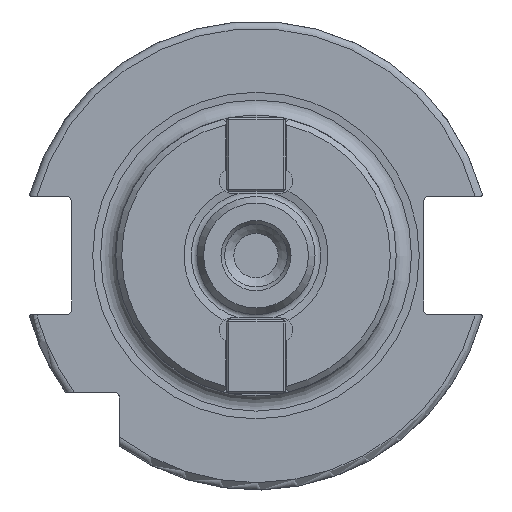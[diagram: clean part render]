
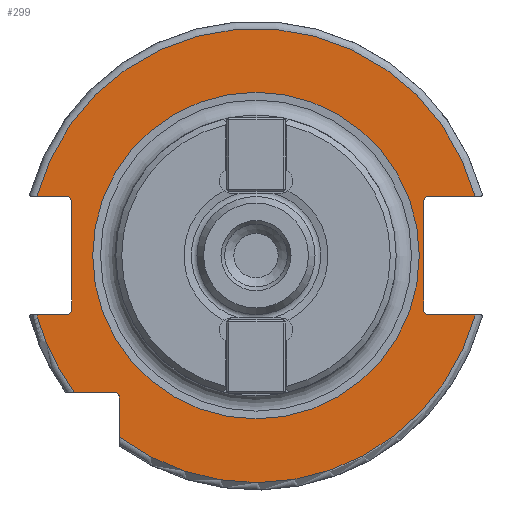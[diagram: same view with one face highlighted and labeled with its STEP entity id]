
A CAD part, left-side view. The second image highlights one B-rep face of the part: STEP entity #299.
In plain terms, the highlighted planar face has unit normal (-1, 0, 0).
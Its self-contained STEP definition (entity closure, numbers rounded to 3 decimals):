
#235=FACE_BOUND('',#745,.T.);
#236=FACE_BOUND('',#746,.T.);
#299=ADVANCED_FACE('',(#235,#236),#481,.F.);
#481=PLANE('',#3161);
#745=EDGE_LOOP('',(#1423));
#746=EDGE_LOOP('',(#1424,#1425,#1426,#1427,#1428,#1429,#1430,#1431,#1432,
#1433,#1434,#1435,#1436,#1437,#1438,#1439));
#965=LINE('',#4340,#1189);
#966=LINE('',#4344,#1190);
#967=LINE('',#4348,#1191);
#968=LINE('',#4352,#1192);
#969=LINE('',#4356,#1193);
#970=LINE('',#4360,#1194);
#971=LINE('',#4364,#1195);
#972=LINE('',#4368,#1196);
#1189=VECTOR('',#3494,1.);
#1190=VECTOR('',#3497,1.);
#1191=VECTOR('',#3500,1.);
#1192=VECTOR('',#3503,1.);
#1193=VECTOR('',#3506,1.);
#1194=VECTOR('',#3509,1.);
#1195=VECTOR('',#3512,1.);
#1196=VECTOR('',#3515,1.);
#1423=ORIENTED_EDGE('',*,*,#2592,.T.);
#1424=ORIENTED_EDGE('',*,*,#2593,.T.);
#1425=ORIENTED_EDGE('',*,*,#2594,.T.);
#1426=ORIENTED_EDGE('',*,*,#2595,.T.);
#1427=ORIENTED_EDGE('',*,*,#2596,.T.);
#1428=ORIENTED_EDGE('',*,*,#2597,.F.);
#1429=ORIENTED_EDGE('',*,*,#2598,.T.);
#1430=ORIENTED_EDGE('',*,*,#2599,.T.);
#1431=ORIENTED_EDGE('',*,*,#2600,.T.);
#1432=ORIENTED_EDGE('',*,*,#2601,.F.);
#1433=ORIENTED_EDGE('',*,*,#2602,.T.);
#1434=ORIENTED_EDGE('',*,*,#2603,.T.);
#1435=ORIENTED_EDGE('',*,*,#2604,.T.);
#1436=ORIENTED_EDGE('',*,*,#2605,.T.);
#1437=ORIENTED_EDGE('',*,*,#2606,.T.);
#1438=ORIENTED_EDGE('',*,*,#2607,.F.);
#1439=ORIENTED_EDGE('',*,*,#2608,.T.);
#2305=VERTEX_POINT('',#4335);
#2306=VERTEX_POINT('',#4338);
#2307=VERTEX_POINT('',#4339);
#2308=VERTEX_POINT('',#4341);
#2309=VERTEX_POINT('',#4343);
#2310=VERTEX_POINT('',#4345);
#2311=VERTEX_POINT('',#4347);
#2312=VERTEX_POINT('',#4349);
#2313=VERTEX_POINT('',#4351);
#2314=VERTEX_POINT('',#4353);
#2315=VERTEX_POINT('',#4355);
#2316=VERTEX_POINT('',#4357);
#2317=VERTEX_POINT('',#4359);
#2318=VERTEX_POINT('',#4361);
#2319=VERTEX_POINT('',#4363);
#2320=VERTEX_POINT('',#4365);
#2321=VERTEX_POINT('',#4367);
#2592=EDGE_CURVE('',#2305,#2305,#3019,.T.);
#2593=EDGE_CURVE('',#2306,#2307,#3020,.T.);
#2594=EDGE_CURVE('',#2307,#2308,#965,.T.);
#2595=EDGE_CURVE('',#2308,#2309,#3021,.T.);
#2596=EDGE_CURVE('',#2309,#2310,#966,.T.);
#2597=EDGE_CURVE('',#2311,#2310,#3022,.T.);
#2598=EDGE_CURVE('',#2311,#2312,#967,.T.);
#2599=EDGE_CURVE('',#2312,#2313,#3023,.T.);
#2600=EDGE_CURVE('',#2313,#2314,#968,.T.);
#2601=EDGE_CURVE('',#2315,#2314,#3024,.T.);
#2602=EDGE_CURVE('',#2315,#2316,#969,.T.);
#2603=EDGE_CURVE('',#2316,#2317,#3025,.T.);
#2604=EDGE_CURVE('',#2317,#2318,#970,.T.);
#2605=EDGE_CURVE('',#2318,#2319,#3026,.T.);
#2606=EDGE_CURVE('',#2319,#2320,#971,.T.);
#2607=EDGE_CURVE('',#2321,#2320,#3027,.T.);
#2608=EDGE_CURVE('',#2321,#2306,#972,.T.);
#3019=CIRCLE('',#3151,22.13);
#3020=CIRCLE('',#3153,0.8);
#3021=CIRCLE('',#3154,0.8);
#3022=CIRCLE('',#3155,30.77);
#3023=CIRCLE('',#3156,0.8);
#3024=CIRCLE('',#3157,30.77);
#3025=CIRCLE('',#3158,0.8);
#3026=CIRCLE('',#3159,0.8);
#3027=CIRCLE('',#3160,30.77);
#3151=AXIS2_PLACEMENT_3D('',#4334,#3488,#3489);
#3153=AXIS2_PLACEMENT_3D('',#4337,#3492,#3493);
#3154=AXIS2_PLACEMENT_3D('',#4342,#3495,#3496);
#3155=AXIS2_PLACEMENT_3D('',#4346,#3498,#3499);
#3156=AXIS2_PLACEMENT_3D('',#4350,#3501,#3502);
#3157=AXIS2_PLACEMENT_3D('',#4354,#3504,#3505);
#3158=AXIS2_PLACEMENT_3D('',#4358,#3507,#3508);
#3159=AXIS2_PLACEMENT_3D('',#4362,#3510,#3511);
#3160=AXIS2_PLACEMENT_3D('',#4366,#3513,#3514);
#3161=AXIS2_PLACEMENT_3D('',#4369,#3516,#3517);
#3488=DIRECTION('',(1.,0.,0.));
#3489=DIRECTION('',(0.,0.,1.));
#3492=DIRECTION('',(1.,0.,0.));
#3493=DIRECTION('',(0.,0.,-1.));
#3494=DIRECTION('',(0.,0.,-1.));
#3495=DIRECTION('',(1.,0.,0.));
#3496=DIRECTION('',(0.,0.,-1.));
#3497=DIRECTION('',(0.,1.,0.));
#3498=DIRECTION('',(1.,0.,0.));
#3499=DIRECTION('',(0.,0.,1.));
#3500=DIRECTION('',(0.,-1.,0.));
#3501=DIRECTION('',(1.,0.,0.));
#3502=DIRECTION('',(0.,0.,-1.));
#3503=DIRECTION('',(0.,0.,-1.));
#3504=DIRECTION('',(1.,0.,0.));
#3505=DIRECTION('',(0.,0.,1.));
#3506=DIRECTION('',(0.,1.,0.));
#3507=DIRECTION('',(1.,0.,0.));
#3508=DIRECTION('',(0.,0.,-1.));
#3509=DIRECTION('',(0.,0.,1.));
#3510=DIRECTION('',(1.,0.,0.));
#3511=DIRECTION('',(0.,0.,-1.));
#3512=DIRECTION('',(0.,-1.,0.));
#3513=DIRECTION('',(1.,0.,0.));
#3514=DIRECTION('',(0.,0.,1.));
#3515=DIRECTION('',(0.,-1.,0.));
#3516=DIRECTION('',(1.,0.,0.));
#3517=DIRECTION('',(0.,0.,-1.));
#4334=CARTESIAN_POINT('',(52.9,0.,0.));
#4335=CARTESIAN_POINT('',(52.9,0.,22.13));
#4337=CARTESIAN_POINT('',(52.9,25.8,7.25));
#4338=CARTESIAN_POINT('',(52.9,25.8,8.05));
#4339=CARTESIAN_POINT('',(52.9,25.,7.25));
#4340=CARTESIAN_POINT('',(52.9,25.,8.05));
#4341=CARTESIAN_POINT('',(52.9,25.,-7.25));
#4342=CARTESIAN_POINT('',(52.9,25.8,-7.25));
#4343=CARTESIAN_POINT('',(52.9,25.8,-8.05));
#4344=CARTESIAN_POINT('',(52.9,25.,-8.05));
#4345=CARTESIAN_POINT('',(52.9,29.698,-8.05));
#4346=CARTESIAN_POINT('',(52.9,0.,0.));
#4347=CARTESIAN_POINT('',(52.9,24.588,-18.5));
#4348=CARTESIAN_POINT('',(52.9,28.5,-18.5));
#4349=CARTESIAN_POINT('',(52.9,19.3,-18.5));
#4350=CARTESIAN_POINT('',(52.9,19.3,-19.3));
#4351=CARTESIAN_POINT('',(52.9,18.5,-19.3));
#4352=CARTESIAN_POINT('',(52.9,18.5,-18.5));
#4353=CARTESIAN_POINT('',(52.9,18.5,-24.588));
#4354=CARTESIAN_POINT('',(52.9,0.,0.));
#4355=CARTESIAN_POINT('',(52.9,-29.698,-8.05));
#4356=CARTESIAN_POINT('',(52.9,-32.7,-8.05));
#4357=CARTESIAN_POINT('',(52.9,-23.5,-8.05));
#4358=CARTESIAN_POINT('',(52.9,-23.5,-7.25));
#4359=CARTESIAN_POINT('',(52.9,-22.7,-7.25));
#4360=CARTESIAN_POINT('',(52.9,-22.7,-8.05));
#4361=CARTESIAN_POINT('',(52.9,-22.7,7.25));
#4362=CARTESIAN_POINT('',(52.9,-23.5,7.25));
#4363=CARTESIAN_POINT('',(52.9,-23.5,8.05));
#4364=CARTESIAN_POINT('',(52.9,-22.7,8.05));
#4365=CARTESIAN_POINT('',(52.9,-29.698,8.05));
#4366=CARTESIAN_POINT('',(52.9,0.,0.));
#4367=CARTESIAN_POINT('',(52.9,29.698,8.05));
#4368=CARTESIAN_POINT('',(52.9,35.,8.05));
#4369=CARTESIAN_POINT('',(52.9,30.77,0.));
